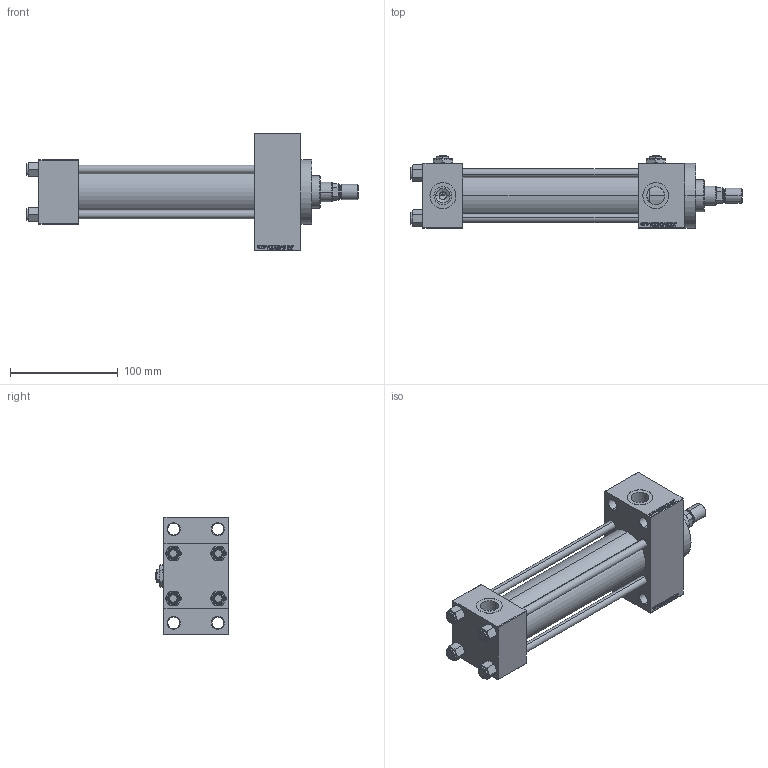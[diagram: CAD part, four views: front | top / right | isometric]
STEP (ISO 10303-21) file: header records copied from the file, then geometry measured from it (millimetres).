
FILE_DESCRIPTION (( 'STEP AP203' ), '1' );
FILE_NAME ('fb01.STEP', '2025-04-25T08:29:10', ( '' ), ( '' ), 'SwSTEP 2.0', 'SolidWorks 2019', '' );
FILE_SCHEMA (( 'CONFIG_CONTROL_DESIGN' ));
Length unit declared in the file: millimetre
Products named in the file (8): V215_VC_A 115140e8754cd8ebc5b70790f248a267; fb01; Zatka_pro_OIL_PORT 115140e8754cd8ebc5b70790f248a267; V215CR_VCP_D 115140e8754cd8ebc5b70790f248a267; V215CR_D_Body 115140e8754cd8ebc5b70790f248a267; V215CR_D_TYCINKA 115140e8754cd8ebc5b70790f248a267; NUT_M5_D 115140e8754cd8ebc5b70790f248a267; ROD_END_AH 115140e8754cd8ebc5b70790f248a267
Assembly tree (14 placements, depth 2):
  fb01
    V215CR_D_Body 115140e8754cd8ebc5b70790f248a267
    V215CR_VCP_D 115140e8754cd8ebc5b70790f248a267
    NUT_M5_D 115140e8754cd8ebc5b70790f248a267  x4
    V215CR_D_TYCINKA 115140e8754cd8ebc5b70790f248a267  x4
    V215_VC_A 115140e8754cd8ebc5b70790f248a267
    ROD_END_AH 115140e8754cd8ebc5b70790f248a267
    Zatka_pro_OIL_PORT 115140e8754cd8ebc5b70790f248a267  x2
Bounding box: 308 x 67 x 109 mm (x, y, z)
Volume: 603393 mm3; surface area: 171179.8 mm2
Topology: 14 solids, 14 shells, 1219 faces, 3016 edges, 1942 vertices
Faces by surface type: plane 550, bspline 368, cone 188, cylinder 103, torus 10
Entity records: 49771 total; most frequent: CARTESIAN_POINT 25764, ORIENTED_EDGE 5332, DIRECTION 3528, EDGE_CURVE 2666, VERTEX_POINT 1740, LINE 1562, VECTOR 1562, EDGE_LOOP 1196
